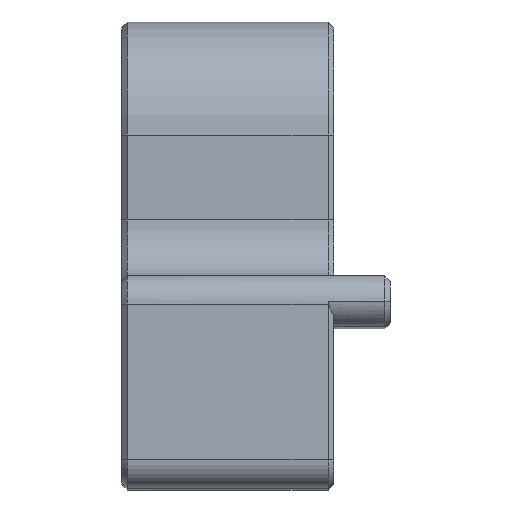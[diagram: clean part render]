
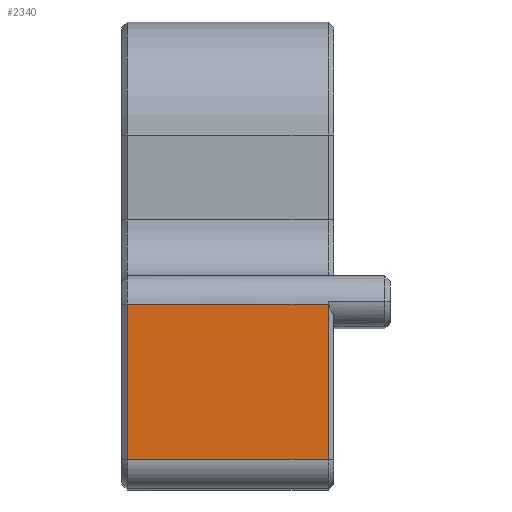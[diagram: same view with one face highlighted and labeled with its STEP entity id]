
A CAD part, top view. The second image highlights one B-rep face of the part: STEP entity #2340.
In plain terms, the highlighted planar face has unit normal (0, 0, 1).
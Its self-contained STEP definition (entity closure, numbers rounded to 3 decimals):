
#83 = ORIENTED_EDGE ( 'NONE', *, *, #989, .T. ) ;
#176 = VERTEX_POINT ( 'NONE', #1232 ) ;
#281 = EDGE_LOOP ( 'NONE', ( #359, #83, #512, #2527 ) ) ;
#316 = VERTEX_POINT ( 'NONE', #1005 ) ;
#357 = VECTOR ( 'NONE', #1421, 1000. ) ;
#359 = ORIENTED_EDGE ( 'NONE', *, *, #959, .T. ) ;
#421 = DIRECTION ( 'NONE',  ( -1., 0., 0. ) ) ;
#512 = ORIENTED_EDGE ( 'NONE', *, *, #1475, .T. ) ;
#589 = VECTOR ( 'NONE', #1619, 1000. ) ;
#599 = VERTEX_POINT ( 'NONE', #1869 ) ;
#858 = LINE ( 'NONE', #1059, #2327 ) ;
#959 = EDGE_CURVE ( 'NONE', #316, #176, #1224, .T. ) ;
#960 = CARTESIAN_POINT ( 'NONE',  ( 7.5, 1., 20. ) ) ;
#989 = EDGE_CURVE ( 'NONE', #176, #1351, #1929, .T. ) ;
#1005 = CARTESIAN_POINT ( 'NONE',  ( 0.2, 1., 20. ) ) ;
#1059 = CARTESIAN_POINT ( 'NONE',  ( 0.2, 7.5, 20. ) ) ;
#1094 = EDGE_CURVE ( 'NONE', #599, #316, #858, .T. ) ;
#1134 = FACE_OUTER_BOUND ( 'NONE', #281, .T. ) ;
#1150 = DIRECTION ( 'NONE',  ( 1., 0., 0. ) ) ;
#1224 = LINE ( 'NONE', #960, #1663 ) ;
#1232 = CARTESIAN_POINT ( 'NONE',  ( 7.3, 1., 20. ) ) ;
#1351 = VERTEX_POINT ( 'NONE', #1624 ) ;
#1370 = CARTESIAN_POINT ( 'NONE',  ( 7.5, 7.5, 20. ) ) ;
#1421 = DIRECTION ( 'NONE',  ( 0., 1., 0. ) ) ;
#1461 = DIRECTION ( 'NONE',  ( 0., -1., 0. ) ) ;
#1475 = EDGE_CURVE ( 'NONE', #1351, #599, #1773, .T. ) ;
#1619 = DIRECTION ( 'NONE',  ( -1., 0., 0. ) ) ;
#1624 = CARTESIAN_POINT ( 'NONE',  ( 7.3, 6.5, 20. ) ) ;
#1663 = VECTOR ( 'NONE', #1150, 1000. ) ;
#1742 = PLANE ( 'NONE',  #2404 ) ;
#1773 = LINE ( 'NONE', #2419, #589 ) ;
#1869 = CARTESIAN_POINT ( 'NONE',  ( 0.2, 6.5, 20. ) ) ;
#1929 = LINE ( 'NONE', #2017, #357 ) ;
#2017 = CARTESIAN_POINT ( 'NONE',  ( 7.3, 6.5, 20. ) ) ;
#2230 = DIRECTION ( 'NONE',  ( 0., 0., -1. ) ) ;
#2327 = VECTOR ( 'NONE', #1461, 1000. ) ;
#2340 = ADVANCED_FACE ( 'NONE', ( #1134 ), #1742, .F. ) ;
#2404 = AXIS2_PLACEMENT_3D ( 'NONE', #1370, #2230, #421 ) ;
#2419 = CARTESIAN_POINT ( 'NONE',  ( 7.5, 6.5, 20. ) ) ;
#2527 = ORIENTED_EDGE ( 'NONE', *, *, #1094, .T. ) ;
